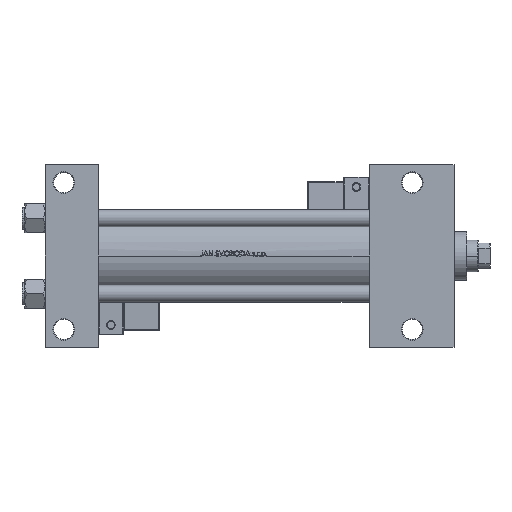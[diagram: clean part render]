
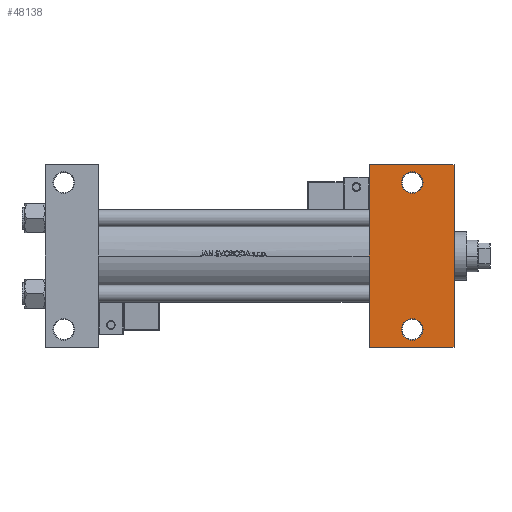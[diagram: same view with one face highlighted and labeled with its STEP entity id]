
A CAD part, front view. The second image highlights one B-rep face of the part: STEP entity #48138.
In plain terms, the highlighted face is planar.
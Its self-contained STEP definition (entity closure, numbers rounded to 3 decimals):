
#143 = CARTESIAN_POINT ( 'NONE',  ( 255., 51., -37.5 ) ) ;
#723 = AXIS2_PLACEMENT_3D ( 'NONE', #49161, #13644, #9750 ) ;
#970 = CARTESIAN_POINT ( 'NONE',  ( 225., -63.5, -37.5 ) ) ;
#1047 = EDGE_CURVE ( 'NONE', #26440, #43436, #35597, .T. ) ;
#1239 = CARTESIAN_POINT ( 'NONE',  ( 247.5, -51., -37.5 ) ) ;
#1256 = DIRECTION ( 'NONE',  ( -1., 0., 0. ) ) ;
#1968 = EDGE_LOOP ( 'NONE', ( #19177, #2815, #26665, #29046 ) ) ;
#2815 = ORIENTED_EDGE ( 'NONE', *, *, #22111, .T. ) ;
#2983 = EDGE_CURVE ( 'NONE', #29542, #38109, #34739, .T. ) ;
#3007 = FACE_OUTER_BOUND ( 'NONE', #1968, .T. ) ;
#3260 = PLANE ( 'NONE',  #40859 ) ;
#4000 = EDGE_LOOP ( 'NONE', ( #24329, #15774 ) ) ;
#4146 = ORIENTED_EDGE ( 'NONE', *, *, #1047, .T. ) ;
#4942 = EDGE_CURVE ( 'NONE', #38109, #29542, #20694, .T. ) ;
#4973 = CARTESIAN_POINT ( 'NONE',  ( 262.5, 51., -37.5 ) ) ;
#5183 = VERTEX_POINT ( 'NONE', #49666 ) ;
#7810 = VECTOR ( 'NONE', #36351, 1000. ) ;
#8794 = VECTOR ( 'NONE', #46742, 1000. ) ;
#9341 = CARTESIAN_POINT ( 'NONE',  ( 255., -51., -37.5 ) ) ;
#9750 = DIRECTION ( 'NONE',  ( -1., 0., 0. ) ) ;
#9816 = CIRCLE ( 'NONE', #34668, 7.5 ) ;
#9955 = AXIS2_PLACEMENT_3D ( 'NONE', #48990, #20485, #28770 ) ;
#11082 = DIRECTION ( 'NONE',  ( 0., 0., -1. ) ) ;
#12013 = LINE ( 'NONE', #27822, #8794 ) ;
#12723 = CARTESIAN_POINT ( 'NONE',  ( 225., -63.5, -37.5 ) ) ;
#13139 = DIRECTION ( 'NONE',  ( -1., 0., 0. ) ) ;
#13511 = ORIENTED_EDGE ( 'NONE', *, *, #33931, .T. ) ;
#13644 = DIRECTION ( 'NONE',  ( 0., 0., 1. ) ) ;
#15774 = ORIENTED_EDGE ( 'NONE', *, *, #2983, .T. ) ;
#17647 = DIRECTION ( 'NONE',  ( 0., 0., 1. ) ) ;
#17973 = DIRECTION ( 'NONE',  ( 0., -1., 0. ) ) ;
#19177 = ORIENTED_EDGE ( 'NONE', *, *, #50521, .F. ) ;
#20485 = DIRECTION ( 'NONE',  ( 0., 0., 1. ) ) ;
#20593 = VERTEX_POINT ( 'NONE', #41198 ) ;
#20694 = CIRCLE ( 'NONE', #49662, 7.5 ) ;
#22111 = EDGE_CURVE ( 'NONE', #23809, #20593, #12013, .T. ) ;
#23809 = VERTEX_POINT ( 'NONE', #50332 ) ;
#24329 = ORIENTED_EDGE ( 'NONE', *, *, #4942, .T. ) ;
#26440 = VERTEX_POINT ( 'NONE', #41149 ) ;
#26665 = ORIENTED_EDGE ( 'NONE', *, *, #47499, .T. ) ;
#27822 = CARTESIAN_POINT ( 'NONE',  ( 225., 63.5, -37.5 ) ) ;
#28770 = DIRECTION ( 'NONE',  ( -1., 0., 0. ) ) ;
#29046 = ORIENTED_EDGE ( 'NONE', *, *, #38343, .T. ) ;
#29319 = LINE ( 'NONE', #12723, #30665 ) ;
#29542 = VERTEX_POINT ( 'NONE', #4973 ) ;
#30665 = VECTOR ( 'NONE', #45117, 1000. ) ;
#31037 = FACE_BOUND ( 'NONE', #50939, .T. ) ;
#32719 = CARTESIAN_POINT ( 'NONE',  ( 225., 37.5, -37.5 ) ) ;
#33517 = CARTESIAN_POINT ( 'NONE',  ( 247.5, 51., -37.5 ) ) ;
#33931 = EDGE_CURVE ( 'NONE', #43436, #26440, #9816, .T. ) ;
#34668 = AXIS2_PLACEMENT_3D ( 'NONE', #9341, #17647, #1256 ) ;
#34739 = CIRCLE ( 'NONE', #723, 7.5 ) ;
#35597 = CIRCLE ( 'NONE', #9955, 7.5 ) ;
#35798 = VERTEX_POINT ( 'NONE', #970 ) ;
#36351 = DIRECTION ( 'NONE',  ( 0., -1., 0. ) ) ;
#38109 = VERTEX_POINT ( 'NONE', #33517 ) ;
#38343 = EDGE_CURVE ( 'NONE', #5183, #35798, #29319, .T. ) ;
#40818 = VECTOR ( 'NONE', #17973, 1000. ) ;
#40859 = AXIS2_PLACEMENT_3D ( 'NONE', #46079, #11082, #50216 ) ;
#41149 = CARTESIAN_POINT ( 'NONE',  ( 262.5, -51., -37.5 ) ) ;
#41198 = CARTESIAN_POINT ( 'NONE',  ( 284., 63.5, -37.5 ) ) ;
#43204 = FACE_BOUND ( 'NONE', #4000, .T. ) ;
#43436 = VERTEX_POINT ( 'NONE', #1239 ) ;
#43971 = DIRECTION ( 'NONE',  ( 0., 0., 1. ) ) ;
#45117 = DIRECTION ( 'NONE',  ( -1., 0., 0. ) ) ;
#45695 = LINE ( 'NONE', #50091, #40818 ) ;
#46079 = CARTESIAN_POINT ( 'NONE',  ( 284., 37.5, -37.5 ) ) ;
#46742 = DIRECTION ( 'NONE',  ( 1., 0., 0. ) ) ;
#47499 = EDGE_CURVE ( 'NONE', #20593, #5183, #45695, .T. ) ;
#48138 = ADVANCED_FACE ( 'NONE', ( #43204, #31037, #3007 ), #3260, .T. ) ;
#48990 = CARTESIAN_POINT ( 'NONE',  ( 255., -51., -37.5 ) ) ;
#49161 = CARTESIAN_POINT ( 'NONE',  ( 255., 51., -37.5 ) ) ;
#49303 = LINE ( 'NONE', #32719, #7810 ) ;
#49662 = AXIS2_PLACEMENT_3D ( 'NONE', #143, #43971, #13139 ) ;
#49666 = CARTESIAN_POINT ( 'NONE',  ( 284., -63.5, -37.5 ) ) ;
#50091 = CARTESIAN_POINT ( 'NONE',  ( 284., 37.5, -37.5 ) ) ;
#50216 = DIRECTION ( 'NONE',  ( -1., 0., 0. ) ) ;
#50332 = CARTESIAN_POINT ( 'NONE',  ( 225., 63.5, -37.5 ) ) ;
#50521 = EDGE_CURVE ( 'NONE', #23809, #35798, #49303, .T. ) ;
#50939 = EDGE_LOOP ( 'NONE', ( #13511, #4146 ) ) ;
